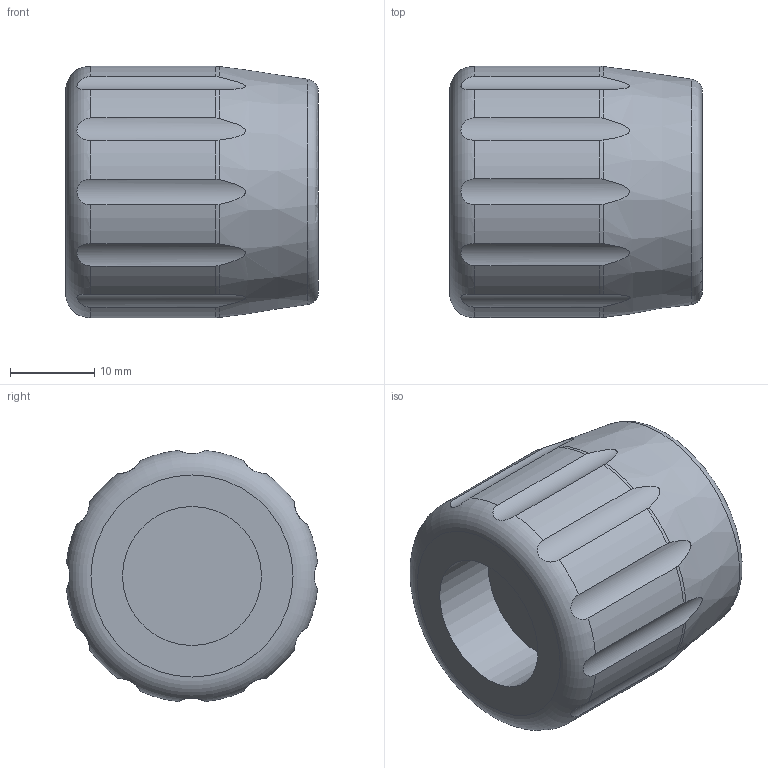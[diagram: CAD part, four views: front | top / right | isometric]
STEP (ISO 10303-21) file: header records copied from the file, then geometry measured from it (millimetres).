
FILE_DESCRIPTION(/* description */ ('Unknown'),/* implementation_level */ '2;1');
FILE_NAME(/* name */ '010000045',/* time_stamp */ '2024-08-22T08:11:05+02:00',/* author */ ('Unknown'),/* organization */ ('Unknown'),/* preprocessor_version */ 'ST-DEVELOPER v18.104',/* originating_system */ 'Solid Edge',/* authorisation */ 'Unknown');
FILE_SCHEMA (('AUTOMOTIVE_DESIGN {1 0 10303 214 3 1 1}'));
Length unit declared in the file: millimetre
Products named in the file (1): Part3
Bounding box: 30 x 29.84 x 29.84 mm (x, y, z)
Volume: 16415.1 mm3; surface area: 4669 mm2
Topology: 1 solids, 1 shells, 46 faces, 124 edges, 82 vertices
Faces by surface type: cylinder 26, torus 15, plane 4, cone 1
Full cylindrical faces by diameter (mm): 16.5 x1, 18 x1
Entity records: 1970 total; most frequent: CARTESIAN_POINT 555, ORIENTED_EDGE 232, DIRECTION 206, EDGE_CURVE 116, AXIS2_PLACEMENT_3D 91, VERTEX_POINT 80, EDGE_LOOP 54, FACE_BOUND 54
